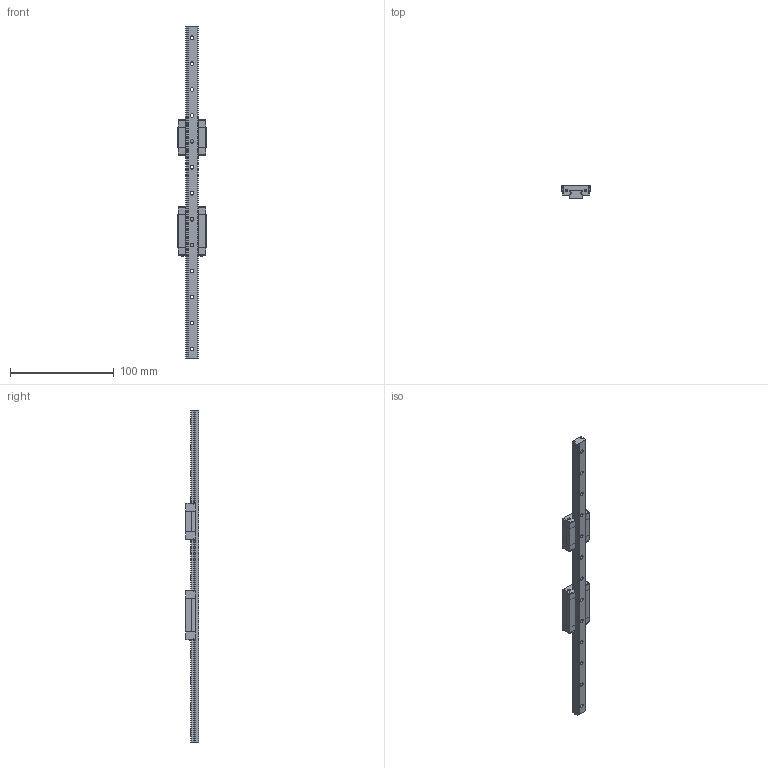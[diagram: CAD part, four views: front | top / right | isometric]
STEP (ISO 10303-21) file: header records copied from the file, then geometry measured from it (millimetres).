
FILE_DESCRIPTION (( 'STEP AP203' ), '1' );
FILE_NAME ('SBM(L) 12 ASS.STEP', '2016-10-26T00:35:11', ( '234' ), ( '' ), 'SwSTEP 2.0', 'SolidWorks 2013', '' );
FILE_SCHEMA (( 'CONFIG_CONTROL_DESIGN' ));
Length unit declared in the file: millimetre
Products named in the file (7): SBM 12 BL; SBM 12 EP; SBM 12 ES; SBM 12 RA2; 墾獐お; SBM 12L BL; SBM(L) 12 ASS
Assembly tree (19 placements, depth 2):
  SBM(L) 12 ASS
    SBM 12 BL
    SBM 12 EP  x4
    SBM 12 ES  x4
    SBM 12 RA2
    墾獐お  x8
    SBM 12L BL
Bounding box: 27 x 13 x 320 mm (x, y, z)
Volume: 41954.6 mm3; surface area: 26697.9 mm2
Topology: 19 solids, 19 shells, 742 faces, 1985 edges, 1318 vertices
Faces by surface type: plane 406, cylinder 320, cone 16
Entity records: 11226 total; most frequent: DIRECTION 1861, CARTESIAN_POINT 1751, ORIENTED_EDGE 1694, EDGE_CURVE 847, AXIS2_PLACEMENT_3D 674, VERTEX_POINT 564, LINE 513, VECTOR 513
